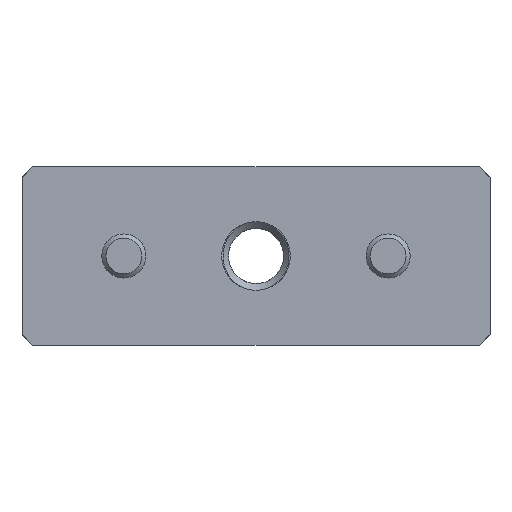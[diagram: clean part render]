
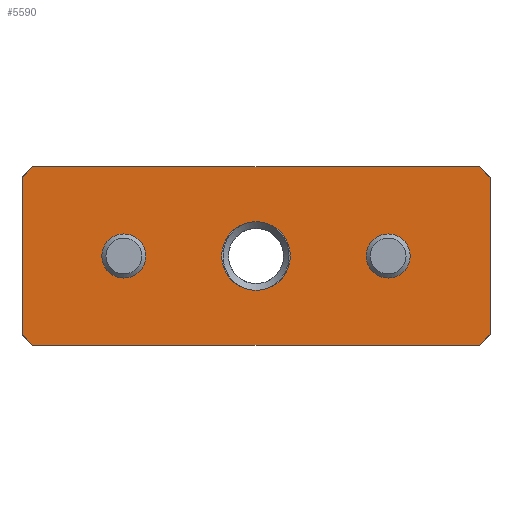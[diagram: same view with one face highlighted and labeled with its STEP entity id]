
A CAD part, front view. The second image highlights one B-rep face of the part: STEP entity #5590.
In plain terms, the highlighted planar face has unit normal (0, -1, 0).
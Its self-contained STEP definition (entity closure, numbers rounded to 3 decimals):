
#5172=CARTESIAN_POINT('',(0.,0.,2.5));
#5173=VERTEX_POINT('',#5172);
#5197=CARTESIAN_POINT('',(0.,0.,-0.));
#5198=DIRECTION('',(0.,1.,0.));
#5199=DIRECTION('',(0.,-0.,1.));
#5200=AXIS2_PLACEMENT_3D('',#5197,#5198,#5199);
#5201=CIRCLE('',#5200,2.5);
#5202=EDGE_CURVE('',#5173,#5173,#5201,.T.);
#5262=CARTESIAN_POINT('',(-17.,0.,-5.707));
#5263=VERTEX_POINT('',#5262);
#5270=CARTESIAN_POINT('',(-17.,0.,5.707));
#5271=VERTEX_POINT('',#5270);
#5272=CARTESIAN_POINT('',(-17.,0.,5.707));
#5273=DIRECTION('',(-0.,0.,-1.));
#5274=VECTOR('',#5273,11.414);
#5275=LINE('',#5272,#5274);
#5276=EDGE_CURVE('',#5271,#5263,#5275,.T.);
#5302=CARTESIAN_POINT('',(17.,0.,5.707));
#5303=VERTEX_POINT('',#5302);
#5310=CARTESIAN_POINT('',(17.,0.,-5.707));
#5311=VERTEX_POINT('',#5310);
#5312=CARTESIAN_POINT('',(17.,0.,-5.707));
#5313=DIRECTION('',(0.,0.,1.));
#5314=VECTOR('',#5313,11.414);
#5315=LINE('',#5312,#5314);
#5316=EDGE_CURVE('',#5311,#5303,#5315,.T.);
#5332=CARTESIAN_POINT('',(-16.207,0.,-6.5));
#5333=VERTEX_POINT('',#5332);
#5350=CARTESIAN_POINT('',(16.207,0.,-6.5));
#5351=VERTEX_POINT('',#5350);
#5358=CARTESIAN_POINT('',(-16.207,0.,-6.5));
#5359=DIRECTION('',(1.,0.,-0.));
#5360=VECTOR('',#5359,32.414);
#5361=LINE('',#5358,#5360);
#5362=EDGE_CURVE('',#5333,#5351,#5361,.T.);
#5412=CARTESIAN_POINT('',(16.207,0.,6.5));
#5413=VERTEX_POINT('',#5412);
#5430=CARTESIAN_POINT('',(-16.207,0.,6.5));
#5431=VERTEX_POINT('',#5430);
#5438=CARTESIAN_POINT('',(16.207,0.,6.5));
#5439=DIRECTION('',(-1.,0.,0.));
#5440=VECTOR('',#5439,32.414);
#5441=LINE('',#5438,#5440);
#5442=EDGE_CURVE('',#5413,#5431,#5441,.T.);
#5521=CARTESIAN_POINT('',(0.,0.,0.));
#5522=DIRECTION('',(0.,1.,0.));
#5523=DIRECTION('',(-1.,0.,0.));
#5524=AXIS2_PLACEMENT_3D('',#5521,#5522,#5523);
#5525=PLANE('',#5524);
#5526=CARTESIAN_POINT('',(9.6,0.,1.6));
#5527=VERTEX_POINT('',#5526);
#5528=CARTESIAN_POINT('',(9.6,0.,0.));
#5529=DIRECTION('',(-0.,-1.,-0.));
#5530=DIRECTION('',(0.,-0.,1.));
#5531=AXIS2_PLACEMENT_3D('',#5528,#5529,#5530);
#5532=CIRCLE('',#5531,1.6);
#5533=EDGE_CURVE('',#5527,#5527,#5532,.T.);
#5534=ORIENTED_EDGE('',*,*,#5533,.F.);
#5535=EDGE_LOOP('',(#5534));
#5536=FACE_BOUND('',#5535,.T.);
#5537=CARTESIAN_POINT('',(-9.6,0.,1.6));
#5538=VERTEX_POINT('',#5537);
#5539=CARTESIAN_POINT('',(-9.6,0.,-1.6));
#5540=VERTEX_POINT('',#5539);
#5541=CARTESIAN_POINT('',(-9.6,0.,0.));
#5542=DIRECTION('',(0.,-1.,0.));
#5543=DIRECTION('',(0.,0.,-1.));
#5544=AXIS2_PLACEMENT_3D('',#5541,#5542,#5543);
#5545=CIRCLE('',#5544,1.6);
#5546=EDGE_CURVE('',#5538,#5540,#5545,.T.);
#5547=ORIENTED_EDGE('',*,*,#5546,.F.);
#5548=CARTESIAN_POINT('',(-9.6,0.,0.));
#5549=DIRECTION('',(0.,-1.,0.));
#5550=DIRECTION('',(0.,0.,-1.));
#5551=AXIS2_PLACEMENT_3D('',#5548,#5549,#5550);
#5552=CIRCLE('',#5551,1.6);
#5553=EDGE_CURVE('',#5540,#5538,#5552,.T.);
#5554=ORIENTED_EDGE('',*,*,#5553,.F.);
#5555=EDGE_LOOP('',(#5547,#5554));
#5556=FACE_BOUND('',#5555,.T.);
#5557=ORIENTED_EDGE('',*,*,#5202,.T.);
#5558=EDGE_LOOP('',(#5557));
#5559=FACE_BOUND('',#5558,.T.);
#5560=ORIENTED_EDGE('',*,*,#5362,.T.);
#5561=CARTESIAN_POINT('',(16.207,0.,-6.5));
#5562=DIRECTION('',(0.707,-0.,0.707));
#5563=VECTOR('',#5562,1.121);
#5564=LINE('',#5561,#5563);
#5565=EDGE_CURVE('',#5351,#5311,#5564,.T.);
#5566=ORIENTED_EDGE('',*,*,#5565,.T.);
#5567=ORIENTED_EDGE('',*,*,#5316,.T.);
#5568=CARTESIAN_POINT('',(17.,0.,5.707));
#5569=DIRECTION('',(-0.707,-0.,0.707));
#5570=VECTOR('',#5569,1.121);
#5571=LINE('',#5568,#5570);
#5572=EDGE_CURVE('',#5303,#5413,#5571,.T.);
#5573=ORIENTED_EDGE('',*,*,#5572,.T.);
#5574=ORIENTED_EDGE('',*,*,#5442,.T.);
#5575=CARTESIAN_POINT('',(-16.207,0.,6.5));
#5576=DIRECTION('',(-0.707,-0.,-0.707));
#5577=VECTOR('',#5576,1.121);
#5578=LINE('',#5575,#5577);
#5579=EDGE_CURVE('',#5431,#5271,#5578,.T.);
#5580=ORIENTED_EDGE('',*,*,#5579,.T.);
#5581=ORIENTED_EDGE('',*,*,#5276,.T.);
#5582=CARTESIAN_POINT('',(-17.,0.,-5.707));
#5583=DIRECTION('',(0.707,-0.,-0.707));
#5584=VECTOR('',#5583,1.121);
#5585=LINE('',#5582,#5584);
#5586=EDGE_CURVE('',#5263,#5333,#5585,.T.);
#5587=ORIENTED_EDGE('',*,*,#5586,.T.);
#5588=EDGE_LOOP('',(#5560,#5566,#5567,#5573,#5574,#5580,#5581,#5587));
#5589=FACE_BOUND('',#5588,.T.);
#5590=ADVANCED_FACE('',(#5536,#5556,#5559,#5589),#5525,.F.);
